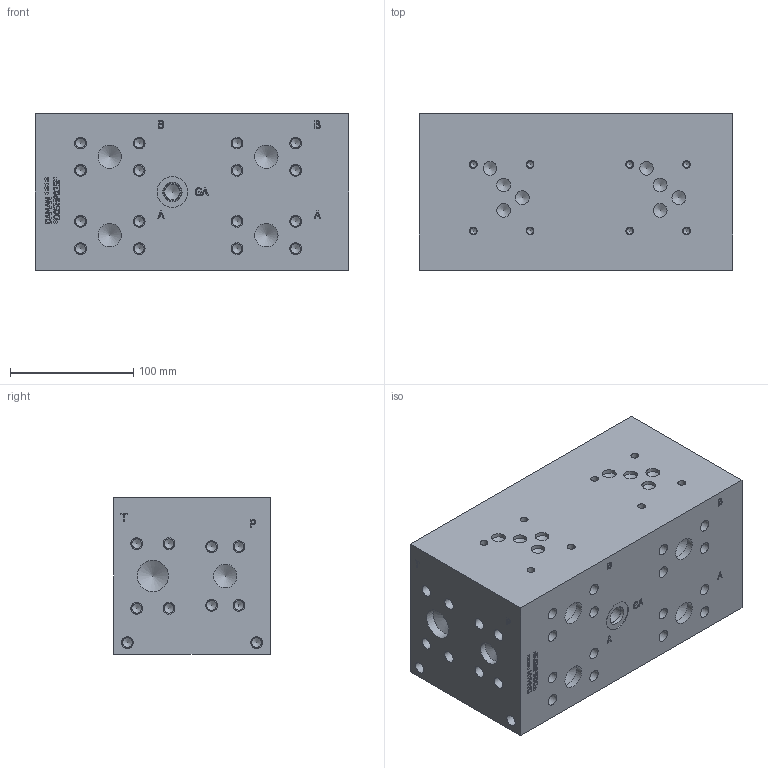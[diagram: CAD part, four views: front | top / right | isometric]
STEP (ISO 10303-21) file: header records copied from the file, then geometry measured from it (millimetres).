
FILE_DESCRIPTION(/* description */ (''),/* implementation_level */ '2;1');
FILE_NAME(/* name */ '_D05HP025F.stp',/* time_stamp */ '2021-07-21T14:41:58-04:00',/* author */ ('anthonyv'),/* organization */ (''),/* preprocessor_version */ 'ST-DEVELOPER v18.1',/* originating_system */ 'Autodesk Inventor 2021',/* authorisation */ '');
FILE_SCHEMA (('AUTOMOTIVE_DESIGN { 1 0 10303 214 3 1 1 }'));
Length unit declared in the file: millimetre
Products named in the file (1): _D05HP025F
Bounding box: 254 x 127 x 127 mm (x, y, z)
Volume: 3989952.5 mm3; surface area: 200995.3 mm2
Topology: 1 solids, 1 shells, 702 faces, 1933 edges, 1324 vertices
Faces by surface type: plane 386, bspline 143, cylinder 109, cone 64
Full cylindrical faces by diameter (mm): 5.105 x8, 6.35 x8, 7.925 x36, 9.525 x36, 11.125 x8, 12.294 x1, 12.9 x1, 14.275 x1, 14.529 x1, 19.05 x6, 25.019 x1, 25.4 x2
Entity records: 23434 total; most frequent: CARTESIAN_POINT 5758, ORIENTED_EDGE 3744, DIRECTION 3097, EDGE_CURVE 1872, VERTEX_POINT 1324, LINE 1195, VECTOR 1195, AXIS2_PLACEMENT_3D 951
